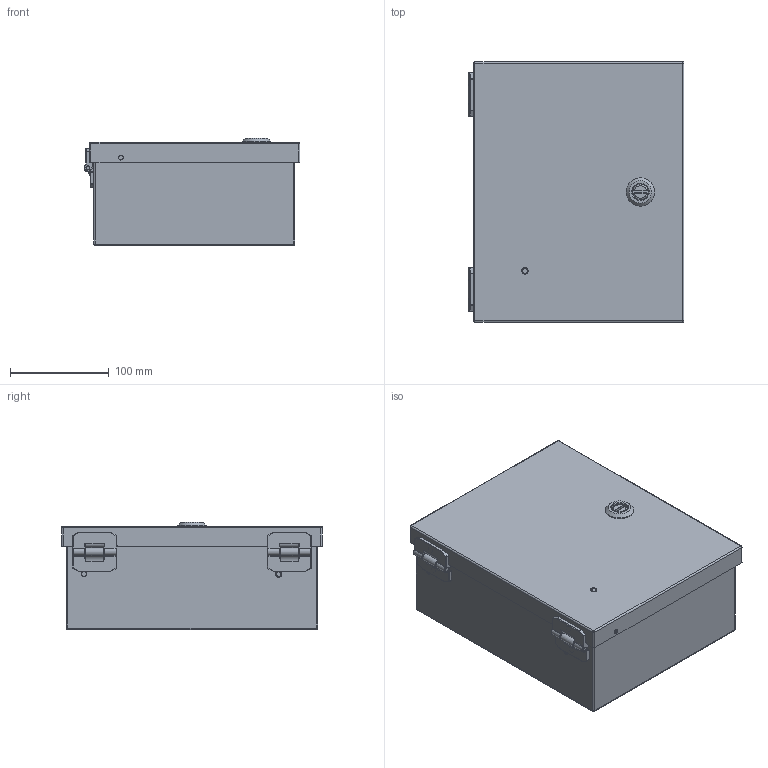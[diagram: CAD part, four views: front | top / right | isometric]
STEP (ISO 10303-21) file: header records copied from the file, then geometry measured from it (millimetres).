
FILE_DESCRIPTION (( 'STEP AP214' ), '1' );
FILE_NAME ('SCE-10N804LP.STEP', '2021-01-13T19:01:22', ( '' ), ( '' ), 'SwSTEP 2.0', 'SolidWorks 2019', '' );
FILE_SCHEMA (( 'AUTOMOTIVE_DESIGN' ));
Length unit declared in the file: inch
Products named in the file (1): SCE-10N804LP
Bounding box: 218.25 x 263.53 x 108.38 mm (x, y, z)
Volume: 433608.2 mm3; surface area: 544201.6 mm2
Topology: 31 solids, 31 shells, 2413 faces, 6277 edges, 3832 vertices
Faces by surface type: cylinder 851, bspline 809, plane 710, cone 27, sphere 16
Full cylindrical faces by diameter (mm): 3.962 x2, 4.013 x6, 4.06 x4, 4.318 x4, 4.763 x2, 4.775 x2, 4.905 x3, 5.537 x2, 6.02 x4, 6.299 x4, 6.35 x4, 6.502 x2, 7.137 x4, 8.191 x2, 8.357 x4, 8.661 x4, 8.715 x4, 11.176 x1, 12.17 x4, 12.497 x4, 12.7 x2, 15.748 x1, 16.129 x1, 28.575 x2
Entity records: 143386 total; most frequent: CARTESIAN_POINT 61907, ORIENTED_EDGE 11960, DIRECTION 7717, EDGE_CURVE 5980, VERTEX_POINT 3788, AXIS2_PLACEMENT_3D 2901, EDGE_LOOP 2656, FACE_OUTER_BOUND 2516
